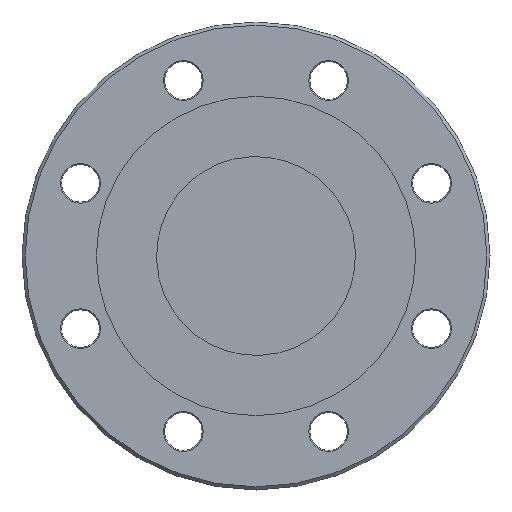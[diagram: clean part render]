
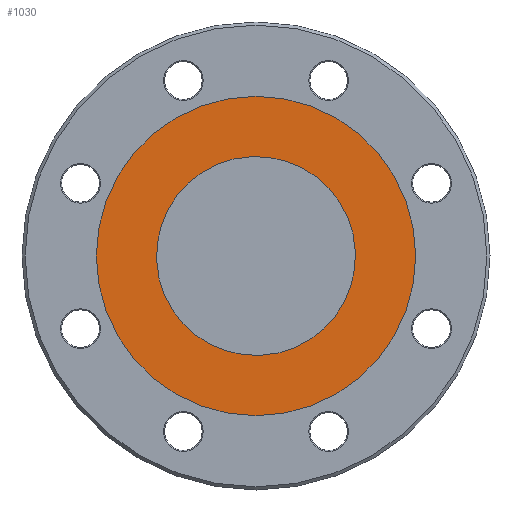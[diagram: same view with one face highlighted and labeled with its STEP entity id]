
A CAD part, front view. The second image highlights one B-rep face of the part: STEP entity #1030.
In plain terms, the highlighted planar face has unit normal (0, -1, 0).
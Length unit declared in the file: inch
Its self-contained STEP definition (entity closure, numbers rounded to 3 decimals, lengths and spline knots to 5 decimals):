
#145 = DIRECTION ( 'NONE',  ( -0.339, 0., -0.941 ) ) ;
#194 = VERTEX_POINT ( 'NONE', #2398 ) ;
#202 = AXIS2_PLACEMENT_3D ( 'NONE', #536, #1486, #2569 ) ;
#231 = FACE_OUTER_BOUND ( 'NONE', #1033, .T. ) ;
#274 = EDGE_LOOP ( 'NONE', ( #1240, #2257 ) ) ;
#384 = DIRECTION ( 'NONE',  ( 0., 1., 0. ) ) ;
#441 = CARTESIAN_POINT ( 'NONE',  ( -1.38782, -0.671, 0.49959 ) ) ;
#453 = CARTESIAN_POINT ( 'NONE',  ( -0.7562, -0.671, 0.57503 ) ) ;
#536 = CARTESIAN_POINT ( 'NONE',  ( 0., -0.671, 0. ) ) ;
#612 = CARTESIAN_POINT ( 'NONE',  ( 0., -0.671, 0. ) ) ;
#684 = CARTESIAN_POINT ( 'NONE',  ( 0., -0.671, 0. ) ) ;
#888 = AXIS2_PLACEMENT_3D ( 'NONE', #1823, #1796, #1811 ) ;
#1021 = ORIENTED_EDGE ( 'NONE', *, *, #2813, .F. ) ;
#1030 = ADVANCED_FACE ( 'NONE', ( #231, #1863 ), #2787, .T. ) ;
#1033 = EDGE_LOOP ( 'NONE', ( #2100, #1021 ) ) ;
#1240 = ORIENTED_EDGE ( 'NONE', *, *, #2074, .F. ) ;
#1241 = CIRCLE ( 'NONE', #202, 0.95 ) ;
#1257 = VERTEX_POINT ( 'NONE', #453 ) ;
#1390 = DIRECTION ( 'NONE',  ( 0., -1., 0. ) ) ;
#1465 = AXIS2_PLACEMENT_3D ( 'NONE', #612, #384, #145 ) ;
#1486 = DIRECTION ( 'NONE',  ( 0., -1., 0. ) ) ;
#1584 = DIRECTION ( 'NONE',  ( -0.339, 0., -0.941 ) ) ;
#1598 = DIRECTION ( 'NONE',  ( 0., 1., 0. ) ) ;
#1600 = VERTEX_POINT ( 'NONE', #2692 ) ;
#1619 = CIRCLE ( 'NONE', #888, 0.95 ) ;
#1737 = CARTESIAN_POINT ( 'NONE',  ( 0., -0.671, -1.525 ) ) ;
#1748 = CIRCLE ( 'NONE', #1465, 1.525 ) ;
#1796 = DIRECTION ( 'NONE',  ( 0., -1., 0. ) ) ;
#1811 = DIRECTION ( 'NONE',  ( -0.796, 0., 0.605 ) ) ;
#1823 = CARTESIAN_POINT ( 'NONE',  ( 0., -0.671, 0. ) ) ;
#1840 = CIRCLE ( 'NONE', #2614, 1.525 ) ;
#1863 = FACE_BOUND ( 'NONE', #274, .T. ) ;
#2074 = EDGE_CURVE ( 'NONE', #1257, #1600, #1619, .T. ) ;
#2100 = ORIENTED_EDGE ( 'NONE', *, *, #2972, .F. ) ;
#2129 = AXIS2_PLACEMENT_3D ( 'NONE', #441, #1390, #2990 ) ;
#2257 = ORIENTED_EDGE ( 'NONE', *, *, #2625, .F. ) ;
#2398 = CARTESIAN_POINT ( 'NONE',  ( 0., -0.671, 1.525 ) ) ;
#2569 = DIRECTION ( 'NONE',  ( -0.796, 0., 0.605 ) ) ;
#2614 = AXIS2_PLACEMENT_3D ( 'NONE', #684, #1598, #1584 ) ;
#2625 = EDGE_CURVE ( 'NONE', #1600, #1257, #1241, .T. ) ;
#2692 = CARTESIAN_POINT ( 'NONE',  ( 0.7562, -0.671, -0.57503 ) ) ;
#2752 = VERTEX_POINT ( 'NONE', #1737 ) ;
#2787 = PLANE ( 'NONE',  #2129 ) ;
#2813 = EDGE_CURVE ( 'NONE', #2752, #194, #1748, .T. ) ;
#2972 = EDGE_CURVE ( 'NONE', #194, #2752, #1840, .T. ) ;
#2990 = DIRECTION ( 'NONE',  ( 0.339, 0., 0.941 ) ) ;
